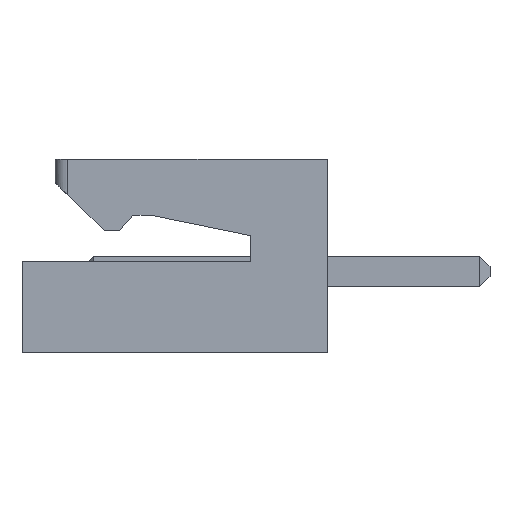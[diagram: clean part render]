
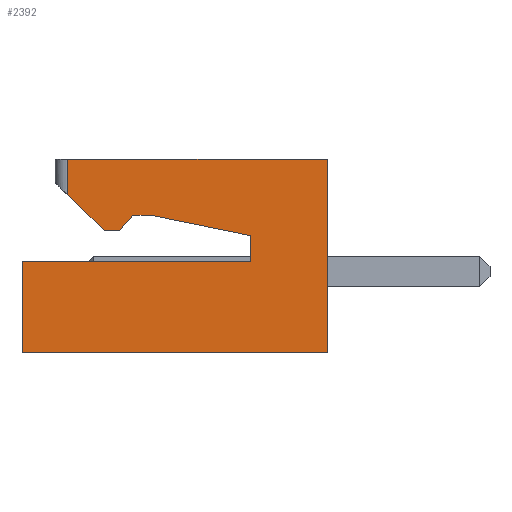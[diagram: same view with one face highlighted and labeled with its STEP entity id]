
A CAD part, left-side view. The second image highlights one B-rep face of the part: STEP entity #2392.
In plain terms, the highlighted planar face has unit normal (-1, 0, 0).
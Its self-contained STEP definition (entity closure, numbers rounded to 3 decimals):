
#146 = VECTOR ( 'NONE', #1238, 1000. ) ;
#196 = DIRECTION ( 'NONE',  ( 0., -1., 0. ) ) ;
#272 = CARTESIAN_POINT ( 'NONE',  ( -2.5, 3.821, 1.1 ) ) ;
#286 = EDGE_CURVE ( 'NONE', #4581, #1480, #3989, .T. ) ;
#360 = FACE_OUTER_BOUND ( 'NONE', #4289, .T. ) ;
#487 = CARTESIAN_POINT ( 'NONE',  ( -2.5, 4.086, 0.8 ) ) ;
#600 = EDGE_CURVE ( 'NONE', #1673, #1676, #3197, .T. ) ;
#631 = EDGE_CURVE ( 'NONE', #1676, #3798, #1856, .T. ) ;
#633 = EDGE_CURVE ( 'NONE', #2983, #5023, #5416, .T. ) ;
#639 = CARTESIAN_POINT ( 'NONE',  ( -2.5, 0., 2.2 ) ) ;
#671 = LINE ( 'NONE', #4152, #1084 ) ;
#740 = ORIENTED_EDGE ( 'NONE', *, *, #1178, .F. ) ;
#887 = VECTOR ( 'NONE', #928, 1000. ) ;
#928 = DIRECTION ( 'NONE',  ( 0., 1., 0. ) ) ;
#972 = VECTOR ( 'NONE', #3137, 1000. ) ;
#1007 = CARTESIAN_POINT ( 'NONE',  ( -2.5, 6., -1.6 ) ) ;
#1040 = VERTEX_POINT ( 'NONE', #4329 ) ;
#1084 = VECTOR ( 'NONE', #196, 1000. ) ;
#1115 = CARTESIAN_POINT ( 'NONE',  ( -2.5, 6., 2.2 ) ) ;
#1155 = VECTOR ( 'NONE', #1627, 1000. ) ;
#1178 = EDGE_CURVE ( 'NONE', #1040, #3194, #671, .T. ) ;
#1238 = DIRECTION ( 'NONE',  ( 0., -1., 0. ) ) ;
#1268 = CARTESIAN_POINT ( 'NONE',  ( -2.5, 6., -1.6 ) ) ;
#1351 = LINE ( 'NONE', #2975, #1492 ) ;
#1368 = CARTESIAN_POINT ( 'NONE',  ( -2.5, 4.386, 0.8 ) ) ;
#1472 = CARTESIAN_POINT ( 'NONE',  ( -2.5, 5.1, 2.2 ) ) ;
#1480 = VERTEX_POINT ( 'NONE', #639 ) ;
#1492 = VECTOR ( 'NONE', #3093, 1000. ) ;
#1603 = DIRECTION ( 'NONE',  ( 0., 0., -1. ) ) ;
#1604 = VECTOR ( 'NONE', #4109, 1000. ) ;
#1614 = EDGE_CURVE ( 'NONE', #4122, #4581, #2952, .T. ) ;
#1626 = CARTESIAN_POINT ( 'NONE',  ( -2.5, 5.1, 2.2 ) ) ;
#1627 = DIRECTION ( 'NONE',  ( 0., 0.714, 0.7 ) ) ;
#1673 = VERTEX_POINT ( 'NONE', #3106 ) ;
#1676 = VERTEX_POINT ( 'NONE', #487 ) ;
#1788 = ORIENTED_EDGE ( 'NONE', *, *, #1817, .F. ) ;
#1817 = EDGE_CURVE ( 'NONE', #2784, #3621, #2799, .T. ) ;
#1856 = LINE ( 'NONE', #1368, #887 ) ;
#1859 = ORIENTED_EDGE ( 'NONE', *, *, #3728, .F. ) ;
#1899 = EDGE_CURVE ( 'NONE', #3621, #1673, #4229, .T. ) ;
#1900 = CARTESIAN_POINT ( 'NONE',  ( -2.5, 4.386, 0.8 ) ) ;
#2021 = ORIENTED_EDGE ( 'NONE', *, *, #633, .F. ) ;
#2222 = CARTESIAN_POINT ( 'NONE',  ( -2.5, 1.5, 0.2 ) ) ;
#2235 = CARTESIAN_POINT ( 'NONE',  ( -2.5, 1.5, 0.7 ) ) ;
#2392 = ADVANCED_FACE ( 'NONE', ( #360 ), #3785, .F. ) ;
#2461 = CARTESIAN_POINT ( 'NONE',  ( -2.5, 6., -1.6 ) ) ;
#2466 = CARTESIAN_POINT ( 'NONE',  ( -2.5, 5.1, 1.5 ) ) ;
#2575 = DIRECTION ( 'NONE',  ( 1., 0., 0. ) ) ;
#2647 = DIRECTION ( 'NONE',  ( 0., 0., 1. ) ) ;
#2692 = ORIENTED_EDGE ( 'NONE', *, *, #1614, .T. ) ;
#2745 = DIRECTION ( 'NONE',  ( 0., 0., 1. ) ) ;
#2784 = VERTEX_POINT ( 'NONE', #2235 ) ;
#2799 = LINE ( 'NONE', #4582, #4766 ) ;
#2800 = ORIENTED_EDGE ( 'NONE', *, *, #5520, .F. ) ;
#2860 = DIRECTION ( 'NONE',  ( 0., 0.98, 0.2 ) ) ;
#2951 = EDGE_CURVE ( 'NONE', #3194, #2784, #1351, .T. ) ;
#2952 = LINE ( 'NONE', #1268, #146 ) ;
#2957 = VECTOR ( 'NONE', #3377, 1000. ) ;
#2975 = CARTESIAN_POINT ( 'NONE',  ( -2.5, 1.5, 0.2 ) ) ;
#2983 = VERTEX_POINT ( 'NONE', #4313 ) ;
#2987 = VECTOR ( 'NONE', #2647, 1000. ) ;
#3046 = ORIENTED_EDGE ( 'NONE', *, *, #2951, .F. ) ;
#3093 = DIRECTION ( 'NONE',  ( 0., 0., 1. ) ) ;
#3106 = CARTESIAN_POINT ( 'NONE',  ( -2.5, 3.821, 1.1 ) ) ;
#3137 = DIRECTION ( 'NONE',  ( 0., 0.661, -0.75 ) ) ;
#3194 = VERTEX_POINT ( 'NONE', #2222 ) ;
#3197 = LINE ( 'NONE', #3628, #972 ) ;
#3377 = DIRECTION ( 'NONE',  ( 0., 0., 1. ) ) ;
#3457 = VECTOR ( 'NONE', #2745, 1000. ) ;
#3494 = ORIENTED_EDGE ( 'NONE', *, *, #1899, .F. ) ;
#3560 = CARTESIAN_POINT ( 'NONE',  ( -2.5, 0., -1.6 ) ) ;
#3621 = VERTEX_POINT ( 'NONE', #4153 ) ;
#3628 = CARTESIAN_POINT ( 'NONE',  ( -2.5, 4.086, 0.8 ) ) ;
#3649 = LINE ( 'NONE', #1115, #1604 ) ;
#3728 = EDGE_CURVE ( 'NONE', #4122, #1040, #5128, .T. ) ;
#3735 = VECTOR ( 'NONE', #3787, 1000. ) ;
#3785 = PLANE ( 'NONE',  #5587 ) ;
#3787 = DIRECTION ( 'NONE',  ( 0., 1., 0. ) ) ;
#3798 = VERTEX_POINT ( 'NONE', #1900 ) ;
#3866 = CARTESIAN_POINT ( 'NONE',  ( -2.5, 6., -1.6 ) ) ;
#3912 = ORIENTED_EDGE ( 'NONE', *, *, #5655, .F. ) ;
#3989 = LINE ( 'NONE', #3560, #3457 ) ;
#4008 = ORIENTED_EDGE ( 'NONE', *, *, #631, .F. ) ;
#4109 = DIRECTION ( 'NONE',  ( 0., -1., 0. ) ) ;
#4122 = VERTEX_POINT ( 'NONE', #1007 ) ;
#4152 = CARTESIAN_POINT ( 'NONE',  ( -2.5, 6., 0.2 ) ) ;
#4153 = CARTESIAN_POINT ( 'NONE',  ( -2.5, 3.46, 1.1 ) ) ;
#4229 = LINE ( 'NONE', #272, #3735 ) ;
#4289 = EDGE_LOOP ( 'NONE', ( #2800, #2021, #3912, #4008, #4508, #3494, #1788, #3046, #740, #1859, #2692, #5647 ) ) ;
#4313 = CARTESIAN_POINT ( 'NONE',  ( -2.5, 5.1, 1.5 ) ) ;
#4329 = CARTESIAN_POINT ( 'NONE',  ( -2.5, 6., 0.2 ) ) ;
#4508 = ORIENTED_EDGE ( 'NONE', *, *, #600, .F. ) ;
#4581 = VERTEX_POINT ( 'NONE', #5322 ) ;
#4582 = CARTESIAN_POINT ( 'NONE',  ( -2.5, 1.5, 0.7 ) ) ;
#4766 = VECTOR ( 'NONE', #2860, 1000. ) ;
#4840 = LINE ( 'NONE', #2466, #1155 ) ;
#5023 = VERTEX_POINT ( 'NONE', #1626 ) ;
#5128 = LINE ( 'NONE', #2461, #2957 ) ;
#5322 = CARTESIAN_POINT ( 'NONE',  ( -2.5, 0., -1.6 ) ) ;
#5416 = LINE ( 'NONE', #1472, #2987 ) ;
#5520 = EDGE_CURVE ( 'NONE', #5023, #1480, #3649, .T. ) ;
#5587 = AXIS2_PLACEMENT_3D ( 'NONE', #3866, #2575, #1603 ) ;
#5647 = ORIENTED_EDGE ( 'NONE', *, *, #286, .T. ) ;
#5655 = EDGE_CURVE ( 'NONE', #3798, #2983, #4840, .T. ) ;
